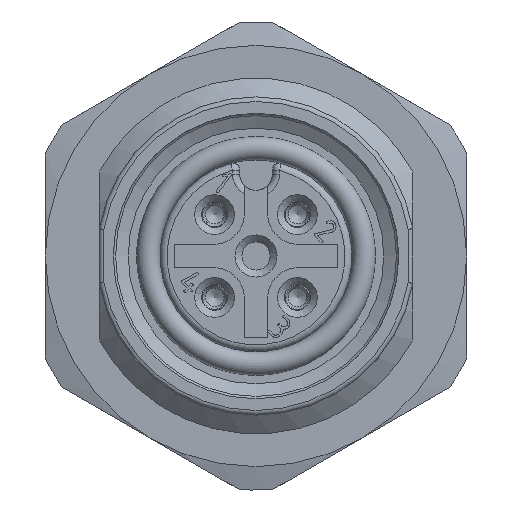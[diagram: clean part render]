
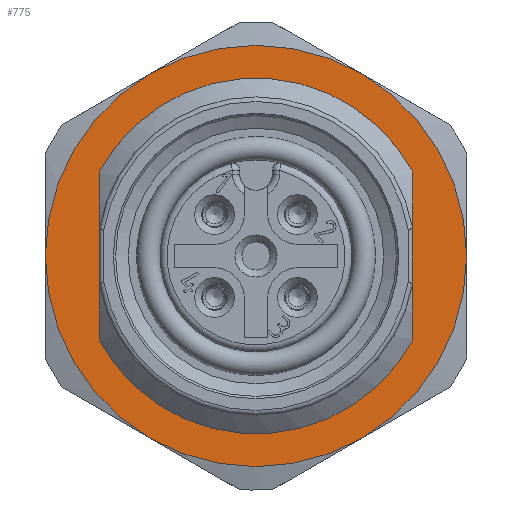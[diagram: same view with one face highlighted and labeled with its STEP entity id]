
A CAD part, left-side view. The second image highlights one B-rep face of the part: STEP entity #775.
In plain terms, the highlighted planar face has unit normal (-1, 0, 0).
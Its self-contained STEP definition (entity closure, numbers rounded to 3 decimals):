
#302=FACE_BOUND('',#1682,.T.);
#303=FACE_BOUND('',#1683,.T.);
#498=CIRCLE('',#7005,7.6);
#499=CIRCLE('',#7006,7.6);
#500=CIRCLE('',#7007,9.);
#501=CIRCLE('',#7008,9.);
#502=CIRCLE('',#7009,9.);
#503=CIRCLE('',#7010,9.);
#504=CIRCLE('',#7011,9.);
#505=CIRCLE('',#7012,9.);
#775=ADVANCED_FACE('',(#302,#303),#1056,.T.);
#1056=PLANE('',#7013);
#1682=EDGE_LOOP('',(#3203,#3204,#3205,#3206));
#1683=EDGE_LOOP('',(#3207,#3208,#3209,#3210,#3211,#3212));
#3203=ORIENTED_EDGE('',*,*,#5296,.F.);
#3204=ORIENTED_EDGE('',*,*,#5297,.T.);
#3205=ORIENTED_EDGE('',*,*,#5298,.F.);
#3206=ORIENTED_EDGE('',*,*,#5299,.T.);
#3207=ORIENTED_EDGE('',*,*,#5300,.T.);
#3208=ORIENTED_EDGE('',*,*,#5301,.T.);
#3209=ORIENTED_EDGE('',*,*,#5302,.T.);
#3210=ORIENTED_EDGE('',*,*,#5303,.T.);
#3211=ORIENTED_EDGE('',*,*,#5304,.T.);
#3212=ORIENTED_EDGE('',*,*,#5305,.T.);
#4515=VERTEX_POINT('',#10296);
#4516=VERTEX_POINT('',#10297);
#4517=VERTEX_POINT('',#10299);
#4518=VERTEX_POINT('',#10301);
#4519=VERTEX_POINT('',#10304);
#4520=VERTEX_POINT('',#10305);
#4521=VERTEX_POINT('',#10307);
#4522=VERTEX_POINT('',#10309);
#4523=VERTEX_POINT('',#10311);
#4524=VERTEX_POINT('',#10313);
#5296=EDGE_CURVE('',#4515,#4516,#6018,.T.);
#5297=EDGE_CURVE('',#4515,#4517,#498,.T.);
#5298=EDGE_CURVE('',#4518,#4517,#6019,.T.);
#5299=EDGE_CURVE('',#4518,#4516,#499,.T.);
#5300=EDGE_CURVE('',#4519,#4520,#500,.T.);
#5301=EDGE_CURVE('',#4520,#4521,#501,.T.);
#5302=EDGE_CURVE('',#4521,#4522,#502,.T.);
#5303=EDGE_CURVE('',#4522,#4523,#503,.T.);
#5304=EDGE_CURVE('',#4523,#4524,#504,.T.);
#5305=EDGE_CURVE('',#4524,#4519,#505,.T.);
#6018=LINE('',#10295,#6519);
#6019=LINE('',#10300,#6520);
#6519=VECTOR('',#7996,1.);
#6520=VECTOR('',#7999,1.);
#7005=AXIS2_PLACEMENT_3D('',#10298,#7997,#7998);
#7006=AXIS2_PLACEMENT_3D('',#10302,#8000,#8001);
#7007=AXIS2_PLACEMENT_3D('',#10303,#8002,#8003);
#7008=AXIS2_PLACEMENT_3D('',#10306,#8004,#8005);
#7009=AXIS2_PLACEMENT_3D('',#10308,#8006,#8007);
#7010=AXIS2_PLACEMENT_3D('',#10310,#8008,#8009);
#7011=AXIS2_PLACEMENT_3D('',#10312,#8010,#8011);
#7012=AXIS2_PLACEMENT_3D('',#10314,#8012,#8013);
#7013=AXIS2_PLACEMENT_3D('',#10315,#8014,#8015);
#7996=DIRECTION('',(0.,0.,-1.));
#7997=DIRECTION('',(1.,0.,0.));
#7998=DIRECTION('',(0.,0.,1.));
#7999=DIRECTION('',(0.,0.,1.));
#8000=DIRECTION('',(1.,0.,0.));
#8001=DIRECTION('',(0.,0.,1.));
#8002=DIRECTION('',(-1.,0.,0.));
#8003=DIRECTION('',(0.,0.866,0.5));
#8004=DIRECTION('',(-1.,0.,0.));
#8005=DIRECTION('',(0.,0.866,0.5));
#8006=DIRECTION('',(-1.,0.,0.));
#8007=DIRECTION('',(0.,0.866,0.5));
#8008=DIRECTION('',(-1.,0.,0.));
#8009=DIRECTION('',(0.,0.866,0.5));
#8010=DIRECTION('',(-1.,0.,0.));
#8011=DIRECTION('',(0.,0.866,0.5));
#8012=DIRECTION('',(-1.,0.,0.));
#8013=DIRECTION('',(0.,0.866,0.5));
#8014=DIRECTION('',(-1.,0.,0.));
#8015=DIRECTION('',(0.,0.866,0.5));
#10295=CARTESIAN_POINT('',(9.6,6.7,5.));
#10296=CARTESIAN_POINT('',(9.6,6.7,3.587));
#10297=CARTESIAN_POINT('',(9.6,6.7,-3.587));
#10298=CARTESIAN_POINT('',(9.6,0.,0.));
#10299=CARTESIAN_POINT('',(9.6,-6.7,3.587));
#10300=CARTESIAN_POINT('',(9.6,-6.7,5.));
#10301=CARTESIAN_POINT('',(9.6,-6.7,-3.587));
#10302=CARTESIAN_POINT('',(9.6,0.,0.));
#10303=CARTESIAN_POINT('',(9.6,0.,0.));
#10304=CARTESIAN_POINT('',(9.6,-4.5,7.794));
#10305=CARTESIAN_POINT('',(9.6,4.5,7.794));
#10306=CARTESIAN_POINT('',(9.6,0.,0.));
#10307=CARTESIAN_POINT('',(9.6,9.,0.));
#10308=CARTESIAN_POINT('',(9.6,0.,0.));
#10309=CARTESIAN_POINT('',(9.6,4.5,-7.794));
#10310=CARTESIAN_POINT('',(9.6,0.,0.));
#10311=CARTESIAN_POINT('',(9.6,-4.5,-7.794));
#10312=CARTESIAN_POINT('',(9.6,0.,0.));
#10313=CARTESIAN_POINT('',(9.6,-9.,0.));
#10314=CARTESIAN_POINT('',(9.6,0.,0.));
#10315=CARTESIAN_POINT('',(9.6,0.,0.));
